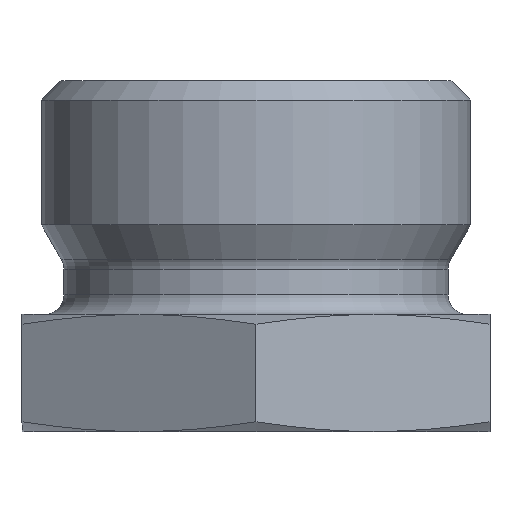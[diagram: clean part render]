
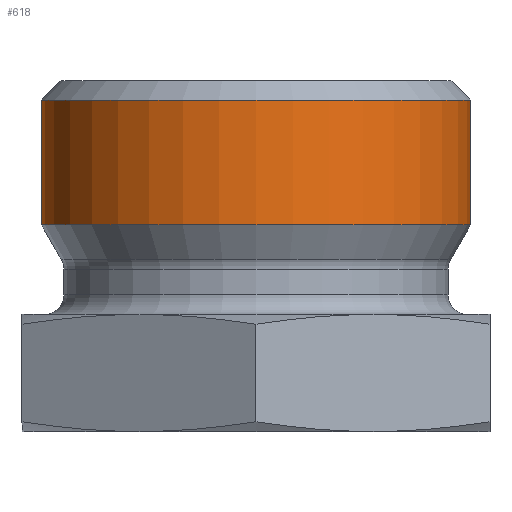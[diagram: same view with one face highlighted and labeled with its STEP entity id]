
A CAD part, front view. The second image highlights one B-rep face of the part: STEP entity #618.
In plain terms, the highlighted cylindrical face has radius 11 mm (diameter 22 mm), a full revolution.
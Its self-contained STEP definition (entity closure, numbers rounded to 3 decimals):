
#576=CARTESIAN_POINT('',(11.0,0.,17.0));
#577=VERTEX_POINT('',#576);
#578=CARTESIAN_POINT('',(0.0,0.0,17.0));
#579=DIRECTION('',(0.0,0.0,1.0));
#580=DIRECTION('',(-1.0,0.0,0.0));
#581=AXIS2_PLACEMENT_3D('',#578,#579,#580);
#582=CIRCLE('',#581,11.0);
#583=EDGE_CURVE('',#577,#577,#582,.T.);
#599=CARTESIAN_POINT('',(0.0,0.0,18.0));
#600=DIRECTION('',(0.0,0.0,-1.0));
#601=DIRECTION('',(-1.0,0.0,0.0));
#602=AXIS2_PLACEMENT_3D('',#599,#600,#601);
#603=CYLINDRICAL_SURFACE('',#602,11.0);
#604=CARTESIAN_POINT('',(0.,11.0,10.592));
#605=VERTEX_POINT('',#604);
#606=CARTESIAN_POINT('',(0.0,0.0,10.592));
#607=DIRECTION('',(0.0,0.0,1.0));
#608=DIRECTION('',(-1.0,0.0,0.0));
#609=AXIS2_PLACEMENT_3D('',#606,#607,#608);
#610=CIRCLE('',#609,11.0);
#611=EDGE_CURVE('',#605,#605,#610,.T.);
#612=ORIENTED_EDGE('',*,*,#611,.T.);
#613=EDGE_LOOP('',(#612));
#614=FACE_OUTER_BOUND('',#613,.T.);
#615=ORIENTED_EDGE('',*,*,#583,.F.);
#616=EDGE_LOOP('',(#615));
#617=FACE_BOUND('',#616,.T.);
#618=ADVANCED_FACE('',(#614,#617),#603,.T.);
